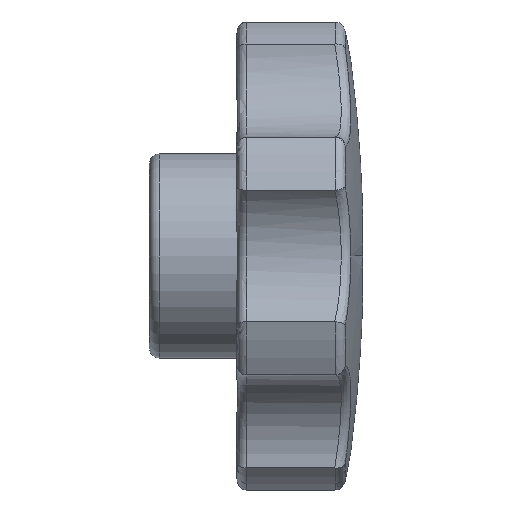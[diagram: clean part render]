
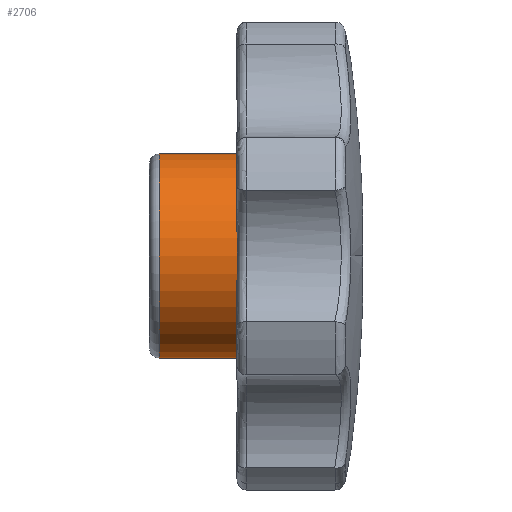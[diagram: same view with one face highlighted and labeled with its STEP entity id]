
A CAD part, left-side view. The second image highlights one B-rep face of the part: STEP entity #2706.
In plain terms, the highlighted cylindrical face has radius 10.5 mm (diameter 21 mm), a partial arc.
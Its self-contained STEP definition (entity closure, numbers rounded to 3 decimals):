
#34 = CARTESIAN_POINT ( 'NONE',  ( 0., 21., 0. ) ) ;
#49 = DIRECTION ( 'NONE',  ( 0., 0., -1. ) ) ;
#144 = DIRECTION ( 'NONE',  ( 0., 1., 0. ) ) ;
#154 = ORIENTED_EDGE ( 'NONE', *, *, #1110, .T. ) ;
#217 = CARTESIAN_POINT ( 'NONE',  ( 0., 8., 10.5 ) ) ;
#317 = DIRECTION ( 'NONE',  ( 0., 1., 0. ) ) ;
#355 = DIRECTION ( 'NONE',  ( 0., 1., 0. ) ) ;
#438 = VERTEX_POINT ( 'NONE', #778 ) ;
#445 = CARTESIAN_POINT ( 'NONE',  ( 0., 66.23, 0. ) ) ;
#574 = ORIENTED_EDGE ( 'NONE', *, *, #3126, .T. ) ;
#778 = CARTESIAN_POINT ( 'NONE',  ( 0., 21., -10.5 ) ) ;
#789 = CIRCLE ( 'NONE', #1732, 10.5 ) ;
#864 = DIRECTION ( 'NONE',  ( 0., -1., 0. ) ) ;
#991 = VECTOR ( 'NONE', #355, 1000. ) ;
#1054 = VERTEX_POINT ( 'NONE', #2871 ) ;
#1110 = EDGE_CURVE ( 'NONE', #3068, #1348, #2688, .T. ) ;
#1143 = LINE ( 'NONE', #2846, #991 ) ;
#1160 = AXIS2_PLACEMENT_3D ( 'NONE', #445, #3224, #2961 ) ;
#1316 = CARTESIAN_POINT ( 'NONE',  ( 0., 66.23, 10.5 ) ) ;
#1348 = VERTEX_POINT ( 'NONE', #2685 ) ;
#1448 = VECTOR ( 'NONE', #144, 1000. ) ;
#1586 = ORIENTED_EDGE ( 'NONE', *, *, #2649, .F. ) ;
#1732 = AXIS2_PLACEMENT_3D ( 'NONE', #2866, #317, #49 ) ;
#1783 = EDGE_LOOP ( 'NONE', ( #1586, #2682, #154, #574 ) ) ;
#1957 = DIRECTION ( 'NONE',  ( 0., 0., -1. ) ) ;
#2100 = CYLINDRICAL_SURFACE ( 'NONE', #1160, 10.5 ) ;
#2412 = EDGE_CURVE ( 'NONE', #1054, #3068, #789, .T. ) ;
#2649 = EDGE_CURVE ( 'NONE', #1054, #438, #1143, .T. ) ;
#2682 = ORIENTED_EDGE ( 'NONE', *, *, #2412, .T. ) ;
#2685 = CARTESIAN_POINT ( 'NONE',  ( 0., 21., 10.5 ) ) ;
#2688 = LINE ( 'NONE', #1316, #1448 ) ;
#2706 = ADVANCED_FACE ( 'NONE', ( #3481 ), #2100, .T. ) ;
#2846 = CARTESIAN_POINT ( 'NONE',  ( 0., 66.23, -10.5 ) ) ;
#2866 = CARTESIAN_POINT ( 'NONE',  ( 0., 8., 0. ) ) ;
#2871 = CARTESIAN_POINT ( 'NONE',  ( 0., 8., -10.5 ) ) ;
#2961 = DIRECTION ( 'NONE',  ( 0., 0., 1. ) ) ;
#3068 = VERTEX_POINT ( 'NONE', #217 ) ;
#3126 = EDGE_CURVE ( 'NONE', #1348, #438, #3524, .T. ) ;
#3224 = DIRECTION ( 'NONE',  ( 0., 1., 0. ) ) ;
#3481 = FACE_OUTER_BOUND ( 'NONE', #1783, .T. ) ;
#3524 = CIRCLE ( 'NONE', #3638, 10.5 ) ;
#3638 = AXIS2_PLACEMENT_3D ( 'NONE', #34, #864, #1957 ) ;
